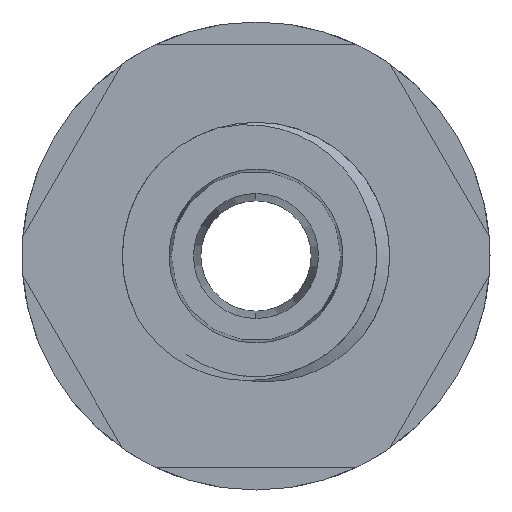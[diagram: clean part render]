
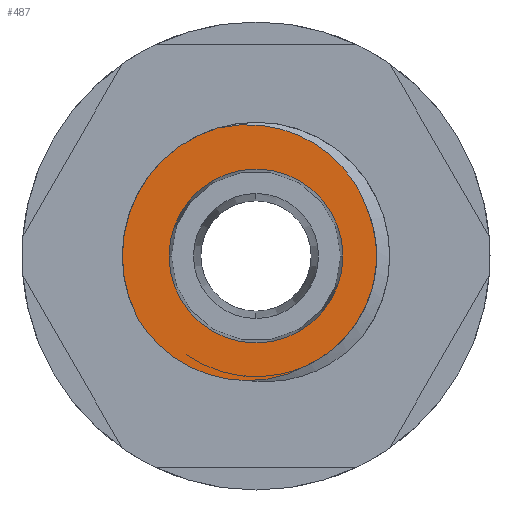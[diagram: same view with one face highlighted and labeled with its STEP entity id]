
A CAD part, front view. The second image highlights one B-rep face of the part: STEP entity #487.
In plain terms, the highlighted planar face has unit normal (0, -1, 0).
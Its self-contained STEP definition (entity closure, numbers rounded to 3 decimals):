
#487 = ADVANCED_FACE ( 'NONE', ( #4162, #4188 ), #4203, .F. ) ;
#2105 = EDGE_LOOP ( 'NONE', ( #19990, #19950 ) ) ;
#2121 = EDGE_LOOP ( 'NONE', ( #19968, #19987, #19949, #19969 ) ) ;
#4162 = FACE_OUTER_BOUND ( 'NONE', #2121, .T. ) ;
#4188 = FACE_BOUND ( 'NONE', #2105, .T. ) ;
#4196 = CARTESIAN_POINT ( 'NONE',  ( -5.9, -14.667, 0. ) ) ;
#4198 = DIRECTION ( 'NONE',  ( 0., 1., 0. ) ) ;
#4203 = PLANE ( 'NONE',  #17452 ) ;
#4204 = DIRECTION ( 'NONE',  ( 0., 0., 1. ) ) ;
#10288 = CIRCLE ( 'NONE', #10328, 3.9 ) ;
#10328 = AXIS2_PLACEMENT_3D ( 'NONE', #11030, #11043, #11045 ) ;
#10341 = AXIS2_PLACEMENT_3D ( 'NONE', #11674, #11646, #11689 ) ;
#10392 = CIRCLE ( 'NONE', #10341, 3.9 ) ;
#10412 = AXIS2_PLACEMENT_3D ( 'NONE', #11743, #11742, #11744 ) ;
#10452 = CIRCLE ( 'NONE', #10412, 6. ) ;
#10762 = B_SPLINE_CURVE_WITH_KNOTS ( 'NONE', 3,
 ( #15552, #15522, #15539, #15528, #15547, #15532, #15555, #15540, #15520, #15531, #15534, #15525, #15544, #15572, #15530, #15565, #15548, #15571 ),
 .UNSPECIFIED., .F., .F.,
 ( 4, 2, 2, 2, 2, 2, 2, 2, 4 ),
 ( 0., 0.001, 0.002, 0.003, 0.004, 0.005, 0.006, 0.007, 0.009 ),
 .UNSPECIFIED. ) ;
#10778 = B_SPLINE_CURVE_WITH_KNOTS ( 'NONE', 3,
 ( #15964, #15927, #15953, #15957, #15952, #15929, #15922, #15923, #15958, #15940, #15960, #15924, #15967, #15959, #15961, #15930, #15954, #15970, #15971, #15937 ),
 .UNSPECIFIED., .F., .F.,
 ( 4, 2, 2, 2, 2, 2, 2, 2, 2, 4 ),
 ( 0., 0.001, 0.002, 0.002, 0.003, 0.004, 0.005, 0.006, 0.007, 0.009 ),
 .UNSPECIFIED. ) ;
#11030 = CARTESIAN_POINT ( 'NONE',  ( 0., -14.667, 0. ) ) ;
#11043 = DIRECTION ( 'NONE',  ( 0., 1., 0. ) ) ;
#11045 = DIRECTION ( 'NONE',  ( 1., 0., 0. ) ) ;
#11070 = CARTESIAN_POINT ( 'NONE',  ( -1.397, -14.667, 5.821 ) ) ;
#11072 = CARTESIAN_POINT ( 'NONE',  ( 1.967, -14.667, 5.404 ) ) ;
#11074 = CARTESIAN_POINT ( 'NONE',  ( 2.869, -14.667, 4.897 ) ) ;
#11075 = CARTESIAN_POINT ( 'NONE',  ( 4.123, -14.667, 3.722 ) ) ;
#11078 = CARTESIAN_POINT ( 'NONE',  ( -1.735, -14.667, 5.744 ) ) ;
#11079 = CARTESIAN_POINT ( 'NONE',  ( 3.663, -14.667, 4.238 ) ) ;
#11083 = CARTESIAN_POINT ( 'NONE',  ( -1.057, -14.667, 5.868 ) ) ;
#11087 = CARTESIAN_POINT ( 'NONE',  ( -0.373, -14.667, 5.904 ) ) ;
#11088 = CARTESIAN_POINT ( 'NONE',  ( 1.648, -14.667, 5.535 ) ) ;
#11096 = CARTESIAN_POINT ( 'NONE',  ( 4.675, -14.667, 2.858 ) ) ;
#11101 = CARTESIAN_POINT ( 'NONE',  ( 3.409, -14.667, 4.475 ) ) ;
#11105 = CARTESIAN_POINT ( 'NONE',  ( 0.66, -14.667, 5.81 ) ) ;
#11112 = CARTESIAN_POINT ( 'NONE',  ( -0.029, -14.667, 5.894 ) ) ;
#11117 = CARTESIAN_POINT ( 'NONE',  ( 4.941, -14.667, 2.217 ) ) ;
#11120 = CARTESIAN_POINT ( 'NONE',  ( 0.995, -14.667, 5.738 ) ) ;
#11121 = CARTESIAN_POINT ( 'NONE',  ( 2.581, -14.667, 5.083 ) ) ;
#11122 = CARTESIAN_POINT ( 'NONE',  ( 4.824, -14.667, 2.544 ) ) ;
#11124 = CARTESIAN_POINT ( 'NONE',  ( 4.325, -14.667, 3.446 ) ) ;
#11646 = DIRECTION ( 'NONE',  ( 0., 1., 0. ) ) ;
#11674 = CARTESIAN_POINT ( 'NONE',  ( 0., -14.667, 0. ) ) ;
#11689 = DIRECTION ( 'NONE',  ( 1., 0., 0. ) ) ;
#11742 = DIRECTION ( 'NONE',  ( 0., 1., 0. ) ) ;
#11743 = CARTESIAN_POINT ( 'NONE',  ( 0., -14.667, 0. ) ) ;
#11744 = DIRECTION ( 'NONE',  ( 0., 0., -1. ) ) ;
#15520 = CARTESIAN_POINT ( 'NONE',  ( 5.187, -14.667, -1.597 ) ) ;
#15522 = CARTESIAN_POINT ( 'NONE',  ( 5.087, -14.667, 1.891 ) ) ;
#15525 = CARTESIAN_POINT ( 'NONE',  ( 4.402, -14.667, -3.175 ) ) ;
#15528 = CARTESIAN_POINT ( 'NONE',  ( 5.359, -14.667, 0.859 ) ) ;
#15530 = CARTESIAN_POINT ( 'NONE',  ( 3.431, -14.667, -4.205 ) ) ;
#15531 = CARTESIAN_POINT ( 'NONE',  ( 4.933, -14.667, -2.262 ) ) ;
#15532 = CARTESIAN_POINT ( 'NONE',  ( 5.423, -14.667, -0.204 ) ) ;
#15534 = CARTESIAN_POINT ( 'NONE',  ( 4.776, -14.667, -2.577 ) ) ;
#15539 = CARTESIAN_POINT ( 'NONE',  ( 5.201, -14.667, 1.551 ) ) ;
#15540 = CARTESIAN_POINT ( 'NONE',  ( 5.28, -14.667, -1.253 ) ) ;
#15544 = CARTESIAN_POINT ( 'NONE',  ( 4.182, -14.667, -3.459 ) ) ;
#15547 = CARTESIAN_POINT ( 'NONE',  ( 5.403, -14.667, 0.508 ) ) ;
#15548 = CARTESIAN_POINT ( 'NONE',  ( 2.543, -14.667, -4.795 ) ) ;
#15552 = CARTESIAN_POINT ( 'NONE',  ( 4.941, -14.667, 2.217 ) ) ;
#15555 = CARTESIAN_POINT ( 'NONE',  ( 5.398, -14.667, -0.559 ) ) ;
#15565 = CARTESIAN_POINT ( 'NONE',  ( 2.854, -14.667, -4.616 ) ) ;
#15571 = CARTESIAN_POINT ( 'NONE',  ( 2.217, -14.667, -4.941 ) ) ;
#15572 = CARTESIAN_POINT ( 'NONE',  ( 3.697, -14.667, -3.973 ) ) ;
#15922 = CARTESIAN_POINT ( 'NONE',  ( 0.356, -14.667, -5.547 ) ) ;
#15923 = CARTESIAN_POINT ( 'NONE',  ( -0.179, -14.667, -5.599 ) ) ;
#15924 = CARTESIAN_POINT ( 'NONE',  ( -2.289, -14.667, -5.275 ) ) ;
#15927 = CARTESIAN_POINT ( 'NONE',  ( 1.899, -14.667, -5.112 ) ) ;
#15929 = CARTESIAN_POINT ( 'NONE',  ( 0.535, -14.667, -5.52 ) ) ;
#15930 = CARTESIAN_POINT ( 'NONE',  ( -4.133, -14.667, -4.202 ) ) ;
#15937 = CARTESIAN_POINT ( 'NONE',  ( -5.288, -14.667, -2.834 ) ) ;
#15940 = CARTESIAN_POINT ( 'NONE',  ( -1.247, -14.667, -5.537 ) ) ;
#15952 = CARTESIAN_POINT ( 'NONE',  ( 0.887, -14.667, -5.449 ) ) ;
#15953 = CARTESIAN_POINT ( 'NONE',  ( 1.57, -14.667, -5.25 ) ) ;
#15954 = CARTESIAN_POINT ( 'NONE',  ( -4.396, -14.667, -3.959 ) ) ;
#15957 = CARTESIAN_POINT ( 'NONE',  ( 1.06, -14.667, -5.406 ) ) ;
#15958 = CARTESIAN_POINT ( 'NONE',  ( -0.535, -14.667, -5.601 ) ) ;
#15959 = CARTESIAN_POINT ( 'NONE',  ( -3.262, -14.667, -4.825 ) ) ;
#15960 = CARTESIAN_POINT ( 'NONE',  ( -1.604, -14.667, -5.47 ) ) ;
#15961 = CARTESIAN_POINT ( 'NONE',  ( -3.568, -14.667, -4.633 ) ) ;
#15964 = CARTESIAN_POINT ( 'NONE',  ( 2.217, -14.667, -4.941 ) ) ;
#15967 = CARTESIAN_POINT ( 'NONE',  ( -2.621, -14.667, -5.146 ) ) ;
#15970 = CARTESIAN_POINT ( 'NONE',  ( -4.881, -14.667, -3.426 ) ) ;
#15971 = CARTESIAN_POINT ( 'NONE',  ( -5.097, -14.667, -3.14 ) ) ;
#16655 = CARTESIAN_POINT ( 'NONE',  ( -3.9, -14.667, 0. ) ) ;
#16729 = CARTESIAN_POINT ( 'NONE',  ( -1.735, -14.667, 5.744 ) ) ;
#16761 = CARTESIAN_POINT ( 'NONE',  ( 3.9, -14.667, 0. ) ) ;
#16800 = CARTESIAN_POINT ( 'NONE',  ( 2.217, -14.667, -4.941 ) ) ;
#16809 = CARTESIAN_POINT ( 'NONE',  ( 4.941, -14.667, 2.217 ) ) ;
#16878 = CARTESIAN_POINT ( 'NONE',  ( -5.288, -14.667, -2.834 ) ) ;
#17452 = AXIS2_PLACEMENT_3D ( 'NONE', #4196, #4198, #4204 ) ;
#17610 = EDGE_CURVE ( 'NONE', #20352, #20344, #10288, .T. ) ;
#17616 = EDGE_CURVE ( 'NONE', #20405, #20420, #20840, .T. ) ;
#18243 = EDGE_CURVE ( 'NONE', #20344, #20352, #10392, .T. ) ;
#18259 = EDGE_CURVE ( 'NONE', #20501, #20405, #10452, .T. ) ;
#18871 = EDGE_CURVE ( 'NONE', #20420, #20463, #10762, .T. ) ;
#18909 = EDGE_CURVE ( 'NONE', #20463, #20501, #10778, .T. ) ;
#19949 = ORIENTED_EDGE ( 'NONE', *, *, #18871, .F. ) ;
#19950 = ORIENTED_EDGE ( 'NONE', *, *, #18243, .T. ) ;
#19968 = ORIENTED_EDGE ( 'NONE', *, *, #18259, .F. ) ;
#19969 = ORIENTED_EDGE ( 'NONE', *, *, #17616, .F. ) ;
#19987 = ORIENTED_EDGE ( 'NONE', *, *, #18909, .F. ) ;
#19990 = ORIENTED_EDGE ( 'NONE', *, *, #17610, .T. ) ;
#20344 = VERTEX_POINT ( 'NONE', #16655 ) ;
#20352 = VERTEX_POINT ( 'NONE', #16761 ) ;
#20405 = VERTEX_POINT ( 'NONE', #16729 ) ;
#20420 = VERTEX_POINT ( 'NONE', #16809 ) ;
#20463 = VERTEX_POINT ( 'NONE', #16800 ) ;
#20501 = VERTEX_POINT ( 'NONE', #16878 ) ;
#20840 = B_SPLINE_CURVE_WITH_KNOTS ( 'NONE', 3,
 ( #11078, #11070, #11083, #11087, #11112, #11105, #11120, #11088, #11072, #11121, #11074, #11101, #11079, #11075, #11124, #11096, #11122, #11117 ),
 .UNSPECIFIED., .F., .F.,
 ( 4, 2, 2, 2, 2, 2, 2, 2, 4 ),
 ( 0., 0.001, 0.002, 0.003, 0.004, 0.005, 0.006, 0.007, 0.008 ),
 .UNSPECIFIED. ) ;
